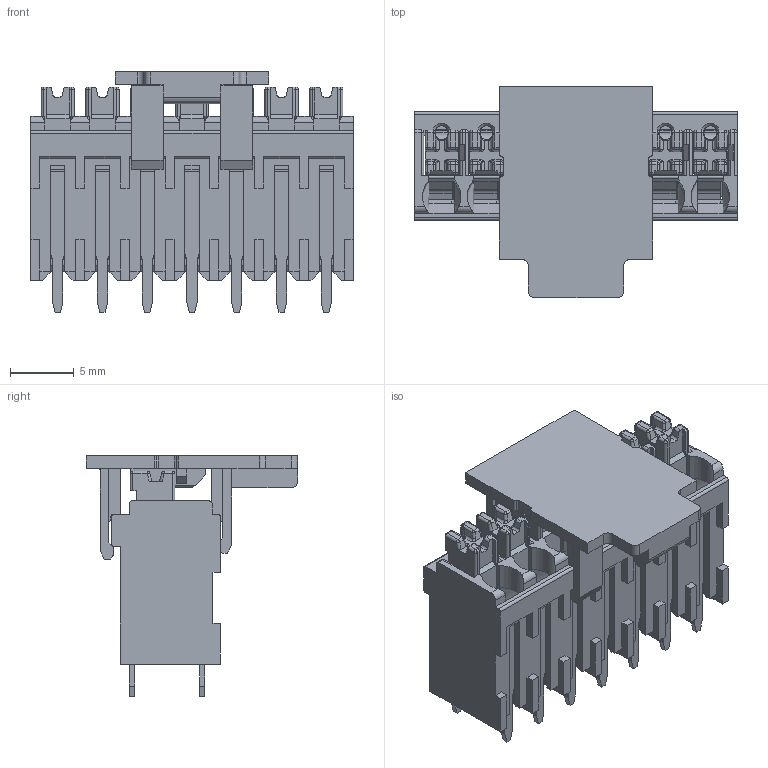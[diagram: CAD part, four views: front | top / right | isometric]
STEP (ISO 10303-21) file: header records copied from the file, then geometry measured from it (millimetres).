
FILE_DESCRIPTION(/* description */ ('Unknown'),/* implementation_level */ '2;1');
FILE_NAME(/* name */ '691810100307',/* time_stamp */ '2022-10-11T16:09:51+02:00',/* author */ ('Unknown'),/* organization */ ('Unknown'),/* preprocessor_version */ 'ST-DEVELOPER v18.102',/* originating_system */ 'Solid Edge',/* authorisation */ 'Unknown');
FILE_SCHEMA (('MODEL_BASED_INTEGRATED_MANUFACTURING_SCHEMA','AP242_MANAGED_MODEL_BASED_3D_ENGINEERING_MIM_LF { 1 0 10303 442 1 1 4 }','AUTOMOTIVE_DESIGN {1 0 10303 214 3 1 1}'));
Length unit declared in the file: millimetre
Products named in the file (6): 6918101003xx; 691410100007; 6918101000xx_SolderPin; 6914101000xx_SpringClamp; 6914101000xx_Lever; 6918101003xx_Cap2
Assembly tree (23 placements, depth 2):
  6918101003xx
    691410100007
    6918101000xx_SolderPin  x7
    6914101000xx_SpringClamp  x7
    6914101000xx_Lever  x7
    6918101003xx_Cap2
Bounding box: 25.2 x 16.5 x 18.8 mm (x, y, z)
Volume: 1618.7 mm3; surface area: 5579.6 mm2
Topology: 23 solids, 23 shells, 2531 faces, 6931 edges, 4315 vertices
Faces by surface type: plane 1573, cylinder 705, sphere 113, bspline 98, torus 28, cone 14
Entity records: 32105 total; most frequent: CARTESIAN_POINT 6182, ORIENTED_EDGE 5548, DIRECTION 5124, EDGE_CURVE 2774, LINE 2294, VECTOR 2294, VERTEX_POINT 1771, AXIS2_PLACEMENT_3D 1415
